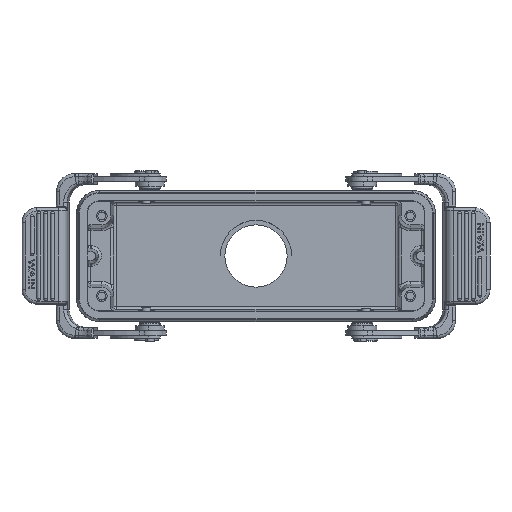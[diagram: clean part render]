
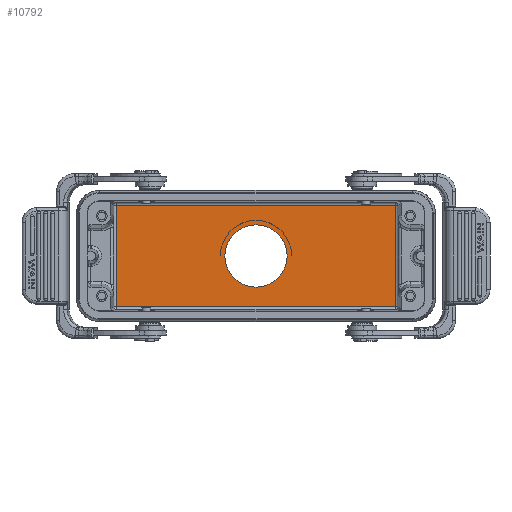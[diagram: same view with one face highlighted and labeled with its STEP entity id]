
A CAD part, front view. The second image highlights one B-rep face of the part: STEP entity #10792.
In plain terms, the highlighted planar face has unit normal (0, -1, 0).
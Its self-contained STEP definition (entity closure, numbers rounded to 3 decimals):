
#10792=ADVANCED_FACE('',(#13127,#13128,#13129),#11865,.F.);
#11865=PLANE('',#38046);
#13127=FACE_BOUND('',#14565,.T.);
#13128=FACE_BOUND('',#14566,.T.);
#13129=FACE_BOUND('',#14567,.T.);
#14565=EDGE_LOOP('',(#25394,#25395));
#14566=EDGE_LOOP('',(#25396,#25397));
#14567=EDGE_LOOP('',(#25398,#25399,#25400,#25401));
#16872=LINE('',#58141,#19151);
#16873=LINE('',#58143,#19152);
#16909=LINE('',#58331,#19188);
#16911=LINE('',#58337,#19190);
#19151=VECTOR('',#44224,1.);
#19152=VECTOR('',#44227,1.);
#19188=VECTOR('',#44385,1.);
#19190=VECTOR('',#44391,1.);
#25394=ORIENTED_EDGE('',*,*,#33318,.F.);
#25395=ORIENTED_EDGE('',*,*,#33321,.F.);
#25396=ORIENTED_EDGE('',*,*,#33870,.F.);
#25397=ORIENTED_EDGE('',*,*,#33871,.F.);
#25398=ORIENTED_EDGE('',*,*,#34067,.T.);
#25399=ORIENTED_EDGE('',*,*,#34068,.T.);
#25400=ORIENTED_EDGE('',*,*,#34143,.T.);
#25401=ORIENTED_EDGE('',*,*,#34146,.T.);
#29760=VERTEX_POINT('',#55465);
#29761=VERTEX_POINT('',#55467);
#30111=VERTEX_POINT('',#57288);
#30112=VERTEX_POINT('',#57290);
#30239=VERTEX_POINT('',#58134);
#30241=VERTEX_POINT('',#58140);
#30242=VERTEX_POINT('',#58144);
#30277=VERTEX_POINT('',#58332);
#33318=EDGE_CURVE('',#29760,#29761,#35625,.T.);
#33321=EDGE_CURVE('',#29761,#29760,#35626,.T.);
#33870=EDGE_CURVE('',#30112,#30111,#35719,.T.);
#33871=EDGE_CURVE('',#30111,#30112,#35720,.T.);
#34067=EDGE_CURVE('',#30239,#30241,#16872,.T.);
#34068=EDGE_CURVE('',#30241,#30242,#16873,.T.);
#34143=EDGE_CURVE('',#30242,#30277,#16909,.T.);
#34146=EDGE_CURVE('',#30277,#30239,#16911,.T.);
#35625=CIRCLE('',#37528,12.);
#35626=CIRCLE('',#37530,12.);
#35719=CIRCLE('',#37829,10.5);
#35720=CIRCLE('',#37831,10.5);
#37528=AXIS2_PLACEMENT_3D('',#55466,#42862,#42863);
#37530=AXIS2_PLACEMENT_3D('',#55478,#42866,#42867);
#37829=AXIS2_PLACEMENT_3D('',#57291,#43838,#43839);
#37831=AXIS2_PLACEMENT_3D('',#57293,#43842,#43843);
#38046=AXIS2_PLACEMENT_3D('',#58338,#44392,#44393);
#42862=DIRECTION('',(0.,1.,0.));
#42863=DIRECTION('',(-1.,0.,0.004));
#42866=DIRECTION('',(0.,-1.,0.));
#42867=DIRECTION('',(1.,0.,-0.001));
#43838=DIRECTION('',(0.,-1.,0.));
#43839=DIRECTION('',(1.,0.,0.));
#43842=DIRECTION('',(0.,-1.,0.));
#43843=DIRECTION('',(-1.,0.,0.));
#44224=DIRECTION('',(1.,0.,0.));
#44227=DIRECTION('',(0.,0.,1.));
#44385=DIRECTION('',(-1.,0.,0.));
#44391=DIRECTION('',(0.,0.,-1.));
#44392=DIRECTION('',(0.,1.,0.));
#44393=DIRECTION('',(1.,0.,0.));
#55465=CARTESIAN_POINT('',(-12.,52.,0.037));
#55466=CARTESIAN_POINT('',(0.,52.,0.));
#55467=CARTESIAN_POINT('',(12.,52.,0.034));
#55478=CARTESIAN_POINT('',(0.,52.,0.049));
#57288=CARTESIAN_POINT('',(-10.5,52.,0.));
#57290=CARTESIAN_POINT('',(10.5,52.,0.));
#57291=CARTESIAN_POINT('',(0.,52.,0.));
#57293=CARTESIAN_POINT('',(0.,52.,0.));
#58134=CARTESIAN_POINT('',(-47.,52.,-17.135));
#58140=CARTESIAN_POINT('',(47.,52.,-17.135));
#58141=CARTESIAN_POINT('',(-47.,52.,-17.135));
#58143=CARTESIAN_POINT('',(47.,52.,-17.135));
#58144=CARTESIAN_POINT('',(47.,52.,17.135));
#58331=CARTESIAN_POINT('',(47.,52.,17.135));
#58332=CARTESIAN_POINT('',(-47.,52.,17.135));
#58337=CARTESIAN_POINT('',(-47.,52.,17.135));
#58338=CARTESIAN_POINT('',(57.,52.,-18.5));
